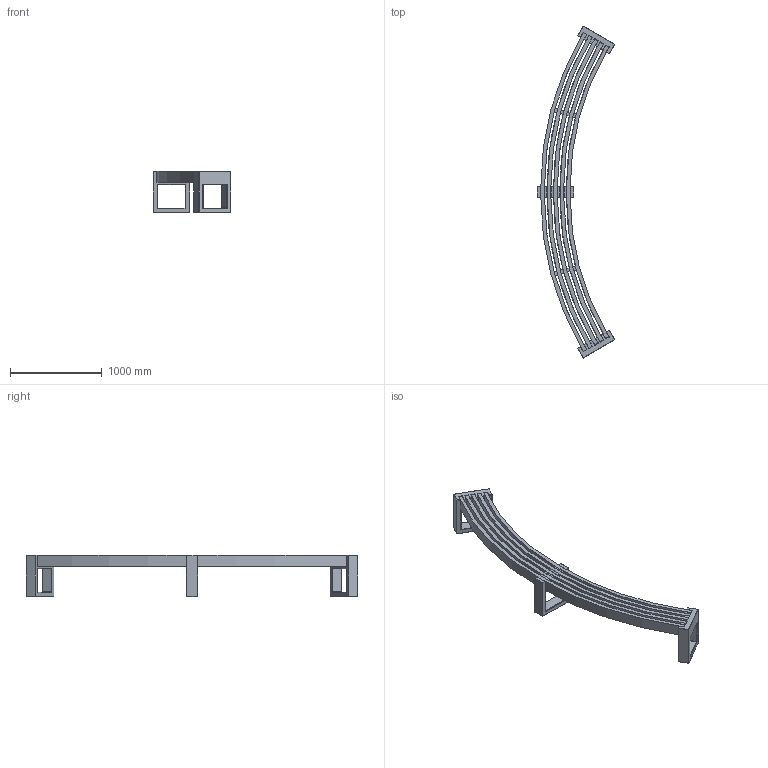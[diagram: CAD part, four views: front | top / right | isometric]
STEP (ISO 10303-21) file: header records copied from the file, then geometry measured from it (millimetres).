
FILE_DESCRIPTION(/* description */ (''),/* implementation_level */ '2;1');
FILE_NAME(/* name */ 'BA Canvas Arc 3D.stp',/* time_stamp */ '2021-07-15T09:14:08+02:00',/* author */ ('32474'),/* organization */ (''),/* preprocessor_version */ 'ST-DEVELOPER v18.1',/* originating_system */ 'Autodesk Inventor 2022',/* authorisation */ '');
FILE_SCHEMA (('AUTOMOTIVE_DESIGN { 1 0 10303 214 3 1 1 }'));
Length unit declared in the file: millimetre
Products named in the file (1): BA Canvas Arc 3D
Bounding box: 845.92 x 3614.42 x 450 mm (x, y, z)
Volume: 114968109.5 mm3; surface area: 6734465.7 mm2
Topology: 1 solids, 1 shells, 474 faces, 1300 edges, 756 vertices
Faces by surface type: cylinder 212, plane 114, torus 84, bspline 40, sphere 24
Entity records: 16804 total; most frequent: CARTESIAN_POINT 4531, ORIENTED_EDGE 2520, DIRECTION 2490, EDGE_CURVE 1260, AXIS2_PLACEMENT_3D 955, VERTEX_POINT 756, LINE 580, VECTOR 580
